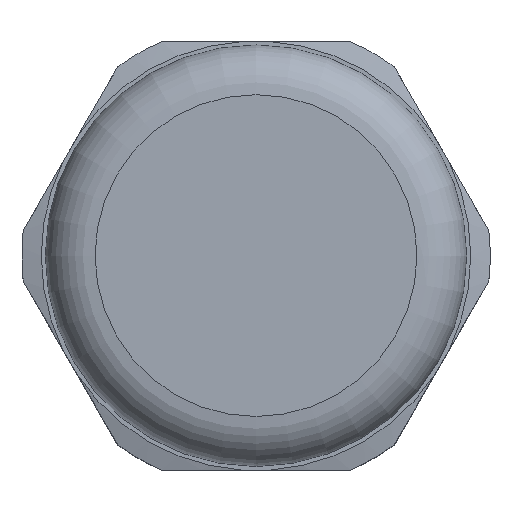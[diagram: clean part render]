
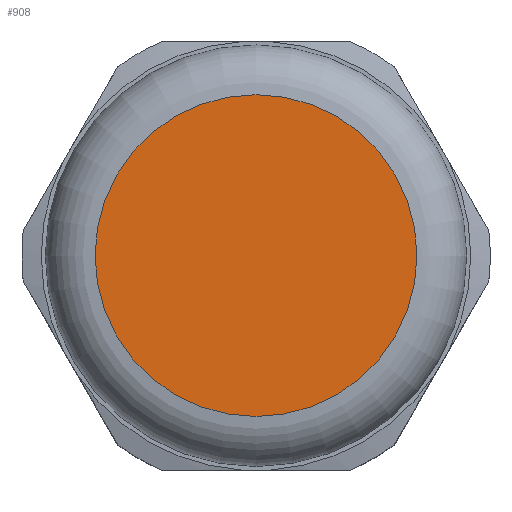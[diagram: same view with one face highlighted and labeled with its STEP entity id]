
A CAD part, top view. The second image highlights one B-rep face of the part: STEP entity #908.
In plain terms, the highlighted planar face has unit normal (0, 0, 1).
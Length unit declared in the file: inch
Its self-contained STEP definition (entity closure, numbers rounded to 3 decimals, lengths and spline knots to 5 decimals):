
#877=CARTESIAN_POINT('',(0.63583,0.0,1.39808));
#878=VERTEX_POINT('',#877);
#879=CARTESIAN_POINT('',(0.0,0.0,1.39808));
#880=DIRECTION('',(0.0,0.0,1.0));
#881=DIRECTION('',(1.0,0.0,0.0));
#882=AXIS2_PLACEMENT_3D('',#879,#880,#881);
#883=CIRCLE('',#882,0.63583);
#884=EDGE_CURVE('',#878,#878,#883,.T.);
#900=CARTESIAN_POINT('',(0.5935,0.0,1.39808));
#901=DIRECTION('',(0.0,0.0,1.0));
#902=DIRECTION('',(1.0,0.0,0.0));
#903=AXIS2_PLACEMENT_3D('',#900,#901,#902);
#904=PLANE('',#903);
#905=ORIENTED_EDGE('',*,*,#884,.T.);
#906=EDGE_LOOP('',(#905));
#907=FACE_OUTER_BOUND('',#906,.T.);
#908=ADVANCED_FACE('',(#907),#904,.T.);
